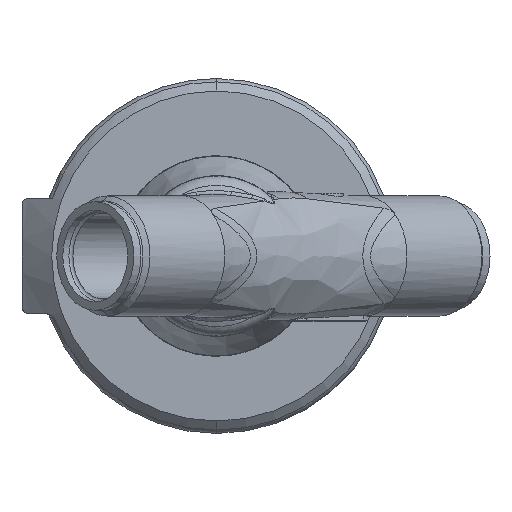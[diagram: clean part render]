
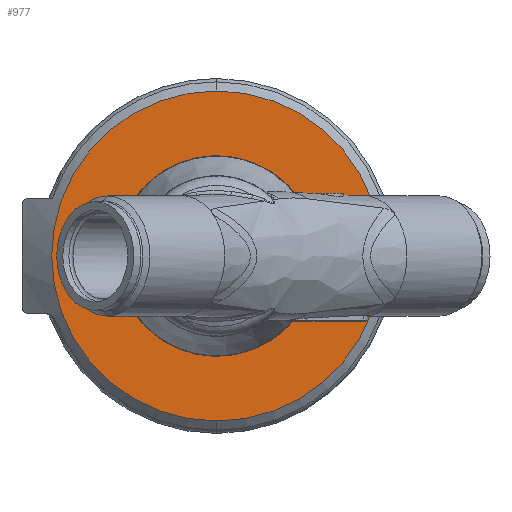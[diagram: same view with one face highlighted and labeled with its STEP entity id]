
A CAD part, front view. The second image highlights one B-rep face of the part: STEP entity #977.
In plain terms, the highlighted planar face has unit normal (0, -1, 0).
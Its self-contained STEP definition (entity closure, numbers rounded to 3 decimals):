
#371 = DIRECTION ( 'NONE',  ( 1., 0., 0. ) ) ;
#977 = ADVANCED_FACE ( 'NONE', ( #4216, #1108 ), #6316, .T. ) ;
#1108 = FACE_BOUND ( 'NONE', #3684, .T. ) ;
#1483 = EDGE_CURVE ( 'NONE', #2976, #3848, #2756, .T. ) ;
#1542 = DIRECTION ( 'NONE',  ( 0., -1., 0. ) ) ;
#1823 = CARTESIAN_POINT ( 'NONE',  ( -63.424, -26.873, 0. ) ) ;
#2442 = VERTEX_POINT ( 'NONE', #6303 ) ;
#2756 = CIRCLE ( 'NONE', #6783, 28.813 ) ;
#2882 = CARTESIAN_POINT ( 'NONE',  ( -5.797, -26.873, 0. ) ) ;
#2976 = VERTEX_POINT ( 'NONE', #1823 ) ;
#3026 = EDGE_LOOP ( 'NONE', ( #14862, #10014 ) ) ;
#3516 = CIRCLE ( 'NONE', #5885, 13.5 ) ;
#3684 = EDGE_LOOP ( 'NONE', ( #14434, #4798 ) ) ;
#3779 = CARTESIAN_POINT ( 'NONE',  ( -34.61, -26.873, 0. ) ) ;
#3848 = VERTEX_POINT ( 'NONE', #2882 ) ;
#4216 = FACE_OUTER_BOUND ( 'NONE', #3026, .T. ) ;
#4559 = CARTESIAN_POINT ( 'NONE',  ( -48.11, -26.873, 0. ) ) ;
#4798 = ORIENTED_EDGE ( 'NONE', *, *, #13807, .F. ) ;
#5030 = DIRECTION ( 'NONE',  ( 1., 0., 0. ) ) ;
#5885 = AXIS2_PLACEMENT_3D ( 'NONE', #9138, #11462, #9086 ) ;
#6213 = CARTESIAN_POINT ( 'NONE',  ( -50.11, -26.873, 0. ) ) ;
#6303 = CARTESIAN_POINT ( 'NONE',  ( -21.11, -26.873, 0. ) ) ;
#6316 = PLANE ( 'NONE',  #15066 ) ;
#6522 = DIRECTION ( 'NONE',  ( 0., -1., 0. ) ) ;
#6708 = AXIS2_PLACEMENT_3D ( 'NONE', #8730, #6522, #8831 ) ;
#6783 = AXIS2_PLACEMENT_3D ( 'NONE', #7331, #11993, #5030 ) ;
#7331 = CARTESIAN_POINT ( 'NONE',  ( -34.61, -26.873, 0. ) ) ;
#7377 = DIRECTION ( 'NONE',  ( 0., -1., 0. ) ) ;
#8730 = CARTESIAN_POINT ( 'NONE',  ( -34.61, -26.873, 0. ) ) ;
#8831 = DIRECTION ( 'NONE',  ( 1., 0., 0. ) ) ;
#9086 = DIRECTION ( 'NONE',  ( 1., 0., 0. ) ) ;
#9138 = CARTESIAN_POINT ( 'NONE',  ( -34.61, -26.873, 0. ) ) ;
#10014 = ORIENTED_EDGE ( 'NONE', *, *, #10924, .T. ) ;
#10918 = DIRECTION ( 'NONE',  ( 1., 0., 0. ) ) ;
#10924 = EDGE_CURVE ( 'NONE', #3848, #2976, #14407, .T. ) ;
#11046 = EDGE_CURVE ( 'NONE', #2442, #11704, #14037, .T. ) ;
#11462 = DIRECTION ( 'NONE',  ( 0., -1., 0. ) ) ;
#11591 = AXIS2_PLACEMENT_3D ( 'NONE', #3779, #1542, #10918 ) ;
#11704 = VERTEX_POINT ( 'NONE', #4559 ) ;
#11993 = DIRECTION ( 'NONE',  ( 0., -1., 0. ) ) ;
#13807 = EDGE_CURVE ( 'NONE', #11704, #2442, #3516, .T. ) ;
#14037 = CIRCLE ( 'NONE', #6708, 13.5 ) ;
#14407 = CIRCLE ( 'NONE', #11591, 28.813 ) ;
#14434 = ORIENTED_EDGE ( 'NONE', *, *, #11046, .F. ) ;
#14862 = ORIENTED_EDGE ( 'NONE', *, *, #1483, .T. ) ;
#15066 = AXIS2_PLACEMENT_3D ( 'NONE', #6213, #7377, #371 ) ;
